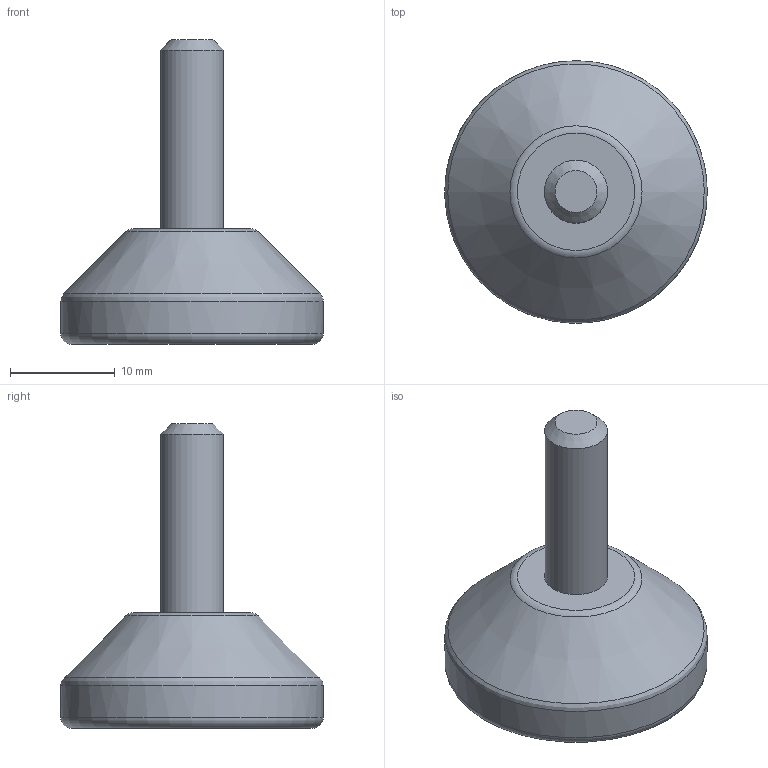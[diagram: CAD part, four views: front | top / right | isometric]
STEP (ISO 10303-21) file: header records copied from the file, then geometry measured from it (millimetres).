
FILE_DESCRIPTION(('FreeCAD Model'),'2;1');
FILE_NAME('Open CASCADE Shape Model','2025-11-28T00:42:56',('Author'),( ''),'Open CASCADE STEP processor 7.8','FreeCAD','Unknown');
FILE_SCHEMA(('AUTOMOTIVE_DESIGN { 1 0 10303 214 1 1 1 1 }'));
Length unit declared in the file: millimetre
Products named in the file (3): RubberFoot; Body; Body001
Assembly tree (2 placements, depth 2):
  RubberFoot
    Body
    Body001
Bounding box: 25 x 25 x 29 mm (x, y, z)
Volume: 4509.6 mm3; surface area: 1835.8 mm2
Topology: 2 solids, 2 shells, 11 faces, 16 edges, 9 vertices
Faces by surface type: plane 4, torus 2, cone 2, cylinder 2, bspline 1
Full cylindrical faces by diameter (mm): 6 x1, 25 x1
Entity records: 404 total; most frequent: CARTESIAN_POINT 113, DIRECTION 48, ORIENTED_EDGE 32, AXIS2_PLACEMENT_3D 22, EDGE_CURVE 16, ADVANCED_FACE 11, FACE_BOUND 11, EDGE_LOOP 11
